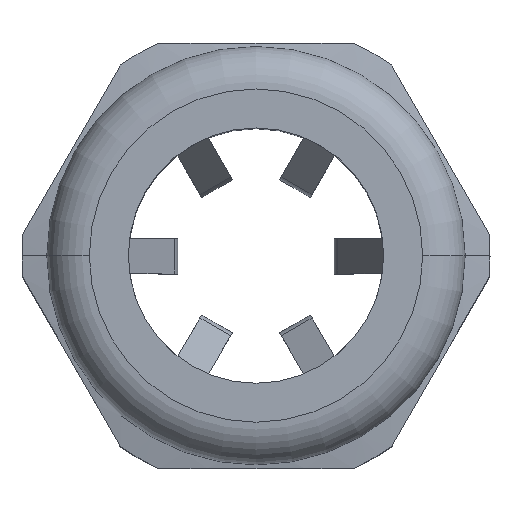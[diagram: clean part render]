
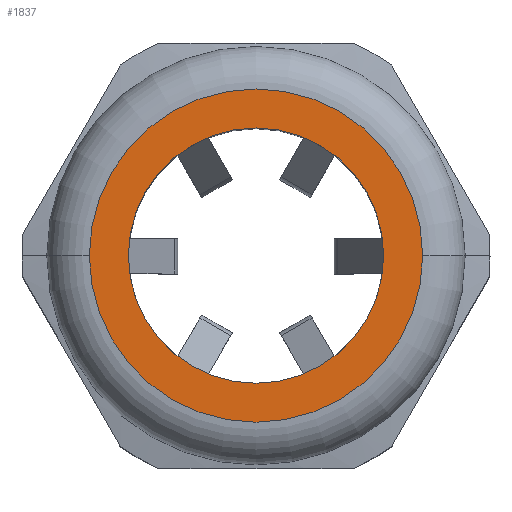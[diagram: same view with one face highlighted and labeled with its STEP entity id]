
A CAD part, top view. The second image highlights one B-rep face of the part: STEP entity #1837.
In plain terms, the highlighted planar face has unit normal (0, 0, 1).
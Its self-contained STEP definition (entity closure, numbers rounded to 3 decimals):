
#124 = AXIS2_PLACEMENT_3D ( 'NONE', #2731, #2730, #2729 ) ;
#125 = AXIS2_PLACEMENT_3D ( 'NONE', #2734, #2733, #2732 ) ;
#551 = CARTESIAN_POINT ( 'NONE',  ( 11.75, 0., 32.5 ) ) ;
#552 = CARTESIAN_POINT ( 'NONE',  ( -11.75, 0., 32.5 ) ) ;
#559 = CARTESIAN_POINT ( 'NONE',  ( 9., 0., 32.5 ) ) ;
#560 = CARTESIAN_POINT ( 'NONE',  ( -9., 0., 32.5 ) ) ;
#863 = DIRECTION ( 'NONE',  ( 1., 0., 0. ) ) ;
#864 = DIRECTION ( 'NONE',  ( 0., 0., 1. ) ) ;
#865 = CARTESIAN_POINT ( 'NONE',  ( 0., 0., 32.5 ) ) ;
#866 = PLANE ( 'NONE',  #1383 ) ;
#1154 = DIRECTION ( 'NONE',  ( 1., 0., 0. ) ) ;
#1155 = DIRECTION ( 'NONE',  ( 0., 0., 1. ) ) ;
#1156 = CARTESIAN_POINT ( 'NONE',  ( 0., 0., 32.5 ) ) ;
#1180 = DIRECTION ( 'NONE',  ( 1., 0., 0. ) ) ;
#1181 = DIRECTION ( 'NONE',  ( 0., 0., 1. ) ) ;
#1185 = CARTESIAN_POINT ( 'NONE',  ( 0., 0., 32.5 ) ) ;
#1334 = FACE_BOUND ( 'NONE', #2014, .T. ) ;
#1383 = AXIS2_PLACEMENT_3D ( 'NONE', #865, #864, #863 ) ;
#1389 = FACE_OUTER_BOUND ( 'NONE', #2015, .T. ) ;
#1459 = AXIS2_PLACEMENT_3D ( 'NONE', #1156, #1155, #1154 ) ;
#1469 = AXIS2_PLACEMENT_3D ( 'NONE', #1185, #1181, #1180 ) ;
#1559 = CIRCLE ( 'NONE', #1459, 11.75 ) ;
#1563 = CIRCLE ( 'NONE', #1469, 9. ) ;
#1590 = CIRCLE ( 'NONE', #124, 11.75 ) ;
#1591 = CIRCLE ( 'NONE', #125, 9. ) ;
#1787 = EDGE_CURVE ( 'NONE', #2556, #2555, #1591, .T. ) ;
#1788 = EDGE_CURVE ( 'NONE', #2563, #2564, #1590, .T. ) ;
#1837 = ADVANCED_FACE ( 'NONE', ( #1334, #1389 ), #866, .T. ) ;
#1908 = EDGE_CURVE ( 'NONE', #2555, #2556, #1563, .T. ) ;
#1916 = EDGE_CURVE ( 'NONE', #2564, #2563, #1559, .T. ) ;
#2014 = EDGE_LOOP ( 'NONE', ( #2146, #2148 ) ) ;
#2015 = EDGE_LOOP ( 'NONE', ( #2145, #2149 ) ) ;
#2145 = ORIENTED_EDGE ( 'NONE', *, *, #1916, .T. ) ;
#2146 = ORIENTED_EDGE ( 'NONE', *, *, #1787, .F. ) ;
#2148 = ORIENTED_EDGE ( 'NONE', *, *, #1908, .F. ) ;
#2149 = ORIENTED_EDGE ( 'NONE', *, *, #1788, .T. ) ;
#2555 = VERTEX_POINT ( 'NONE', #560 ) ;
#2556 = VERTEX_POINT ( 'NONE', #559 ) ;
#2563 = VERTEX_POINT ( 'NONE', #552 ) ;
#2564 = VERTEX_POINT ( 'NONE', #551 ) ;
#2729 = DIRECTION ( 'NONE',  ( 1., 0., 0. ) ) ;
#2730 = DIRECTION ( 'NONE',  ( 0., 0., 1. ) ) ;
#2731 = CARTESIAN_POINT ( 'NONE',  ( 0., 0., 32.5 ) ) ;
#2732 = DIRECTION ( 'NONE',  ( 1., 0., 0. ) ) ;
#2733 = DIRECTION ( 'NONE',  ( 0., 0., 1. ) ) ;
#2734 = CARTESIAN_POINT ( 'NONE',  ( 0., 0., 32.5 ) ) ;
